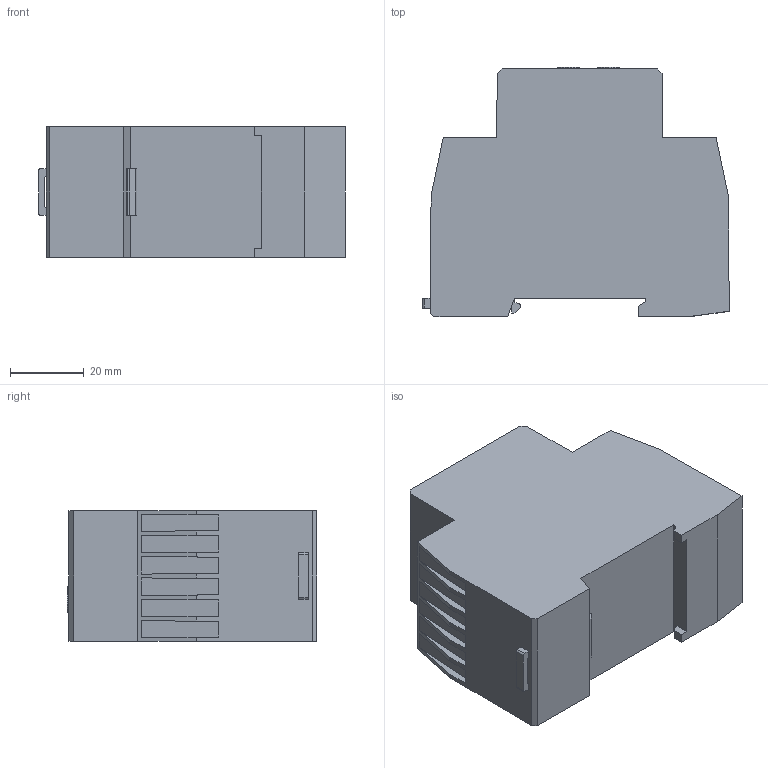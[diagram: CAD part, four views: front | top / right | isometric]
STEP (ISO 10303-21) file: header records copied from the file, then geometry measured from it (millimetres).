
FILE_DESCRIPTION(('Creo Elements/Direct Modeling STEP Export'),'2;1');
FILE_NAME('CLD2EA1CXXX-2x.stp','2017-10-06T14:05:05',('Palle Edslev '),('EDSLEV A/S'),'Creo Elements/Direct Modeling STEP processor for AP214 (Solid Model)','Creo Elements/Direct Modeling 18.1H 24-Oct-2015 (C) Parametric Technology GmbH','');
FILE_SCHEMA(('AUTOMOTIVE_DESIGN { 1 0 10303 214 1 1 1 1 }'));
Length unit declared in the file: millimetre
Products named in the file (1): CLD2EA1CXXX-2x
Bounding box: 83.09 x 67.69 x 35.5 mm (x, y, z)
Volume: 157630.7 mm3; surface area: 21382.2 mm2
Topology: 1 solids, 1 shells, 183 faces, 481 edges, 320 vertices
Faces by surface type: plane 151, cylinder 32
Entity records: 5321 total; most frequent: ORIENTED_EDGE 962, CARTESIAN_POINT 941, DIRECTION 805, EDGE_CURVE 481, VECTOR 385, LINE 385, VERTEX_POINT 320, AXIS2_PLACEMENT_3D 210
